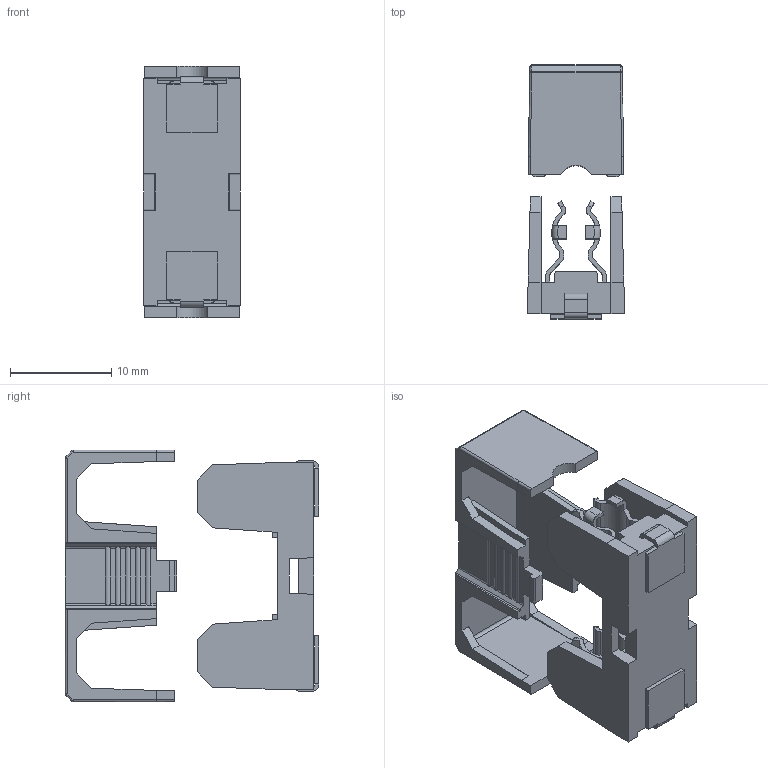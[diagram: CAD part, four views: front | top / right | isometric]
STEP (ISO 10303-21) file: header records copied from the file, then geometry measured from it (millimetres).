
FILE_DESCRIPTION( ( 'Unknown' ), '1' );
FILE_NAME( '696103101002.stp', 'Unknown', ( 'Unknown' ), ( 'Unknown' ), 'PSStep 17.0.49', 'Unknown', ' ' );
FILE_SCHEMA( ( 'AUTOMOTIVE_DESIGN { 1 0 10303 214 1 1 1 1 }' ) );
Length unit declared in the file: millimetre
Products named in the file (3): Assem1; PTF18SMD; BS613
Assembly tree (2 placements, depth 2):
  Assem1
    PTF18SMD
    BS613
Bounding box: 9.6 x 25 x 24.8 mm (x, y, z)
Volume: 1556.3 mm3; surface area: 3008.9 mm2
Topology: 2 solids, 2 shells, 366 faces, 1056 edges, 688 vertices
Faces by surface type: plane 238, cylinder 112, torus 8, sphere 8
Entity records: 17276 total; most frequent: CARTESIAN_POINT 4663, ORIENTED_EDGE 2096, DIRECTION 1922, EDGE_CURVE 1048, LINE 784, VECTOR 784, VERTEX_POINT 688, AXIS2_PLACEMENT_3D 569
